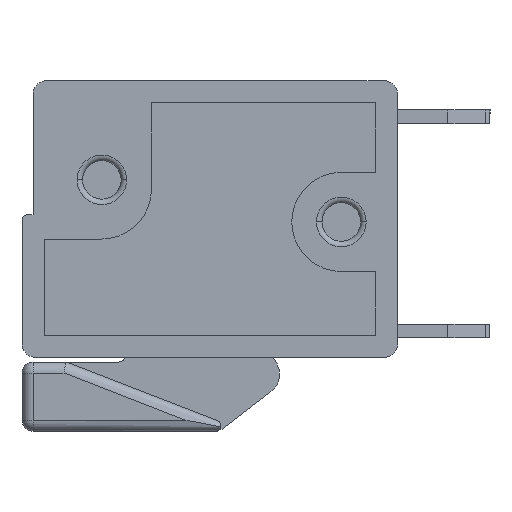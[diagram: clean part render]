
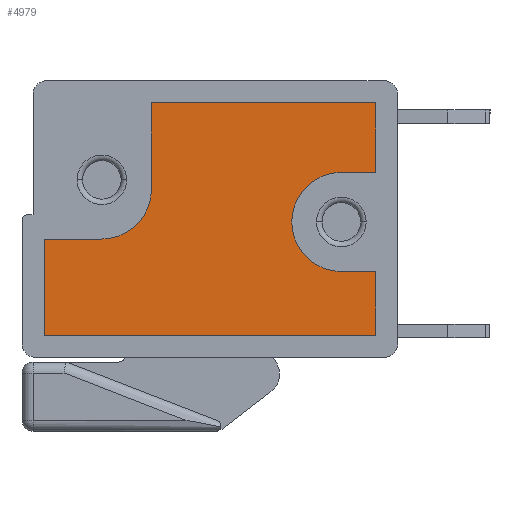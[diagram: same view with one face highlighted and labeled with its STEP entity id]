
A CAD part, left-side view. The second image highlights one B-rep face of the part: STEP entity #4979.
In plain terms, the highlighted face is planar.
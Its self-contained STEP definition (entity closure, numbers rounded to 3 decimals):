
#26 = CARTESIAN_POINT ( 'NONE',  ( 6.025, -4.225, -5.02 ) ) ;
#40 = VECTOR ( 'NONE', #2714, 1000. ) ;
#92 = DIRECTION ( 'NONE',  ( 0., 0., -1. ) ) ;
#100 = CARTESIAN_POINT ( 'NONE',  ( 6.025, -1.695, -5.02 ) ) ;
#155 = CARTESIAN_POINT ( 'NONE',  ( 6.025, 1.905, -5.02 ) ) ;
#165 = EDGE_CURVE ( 'NONE', #7748, #7095, #3096, .T. ) ;
#254 = EDGE_CURVE ( 'NONE', #7039, #6187, #5722, .T. ) ;
#276 = VERTEX_POINT ( 'NONE', #3239 ) ;
#298 = VECTOR ( 'NONE', #6078, 1000. ) ;
#328 = CARTESIAN_POINT ( 'NONE',  ( 4.775, -1.695, -5.02 ) ) ;
#434 = DIRECTION ( 'NONE',  ( 0., 0., 1. ) ) ;
#594 = ORIENTED_EDGE ( 'NONE', *, *, #1722, .T. ) ;
#613 = AXIS2_PLACEMENT_3D ( 'NONE', #5793, #92, #2645 ) ;
#710 = AXIS2_PLACEMENT_3D ( 'NONE', #4356, #6922, #1200 ) ;
#724 = FACE_OUTER_BOUND ( 'NONE', #5327, .T. ) ;
#929 = EDGE_CURVE ( 'NONE', #1795, #5063, #1006, .T. ) ;
#943 = CIRCLE ( 'NONE', #950, 1.8 ) ;
#950 = AXIS2_PLACEMENT_3D ( 'NONE', #6134, #434, #2983 ) ;
#983 = EDGE_CURVE ( 'NONE', #2384, #276, #5858, .T. ) ;
#1006 = LINE ( 'NONE', #3536, #298 ) ;
#1036 = CARTESIAN_POINT ( 'NONE',  ( 4.775, 0.105, -5.02 ) ) ;
#1099 = CARTESIAN_POINT ( 'NONE',  ( -6.025, 4.225, -5.02 ) ) ;
#1200 = DIRECTION ( 'NONE',  ( -1., 0., 0. ) ) ;
#1356 = CARTESIAN_POINT ( 'NONE',  ( -2.125, -4.225, -5.02 ) ) ;
#1722 = EDGE_CURVE ( 'NONE', #2534, #2384, #7676, .T. ) ;
#1795 = VERTEX_POINT ( 'NONE', #2685 ) ;
#1870 = DIRECTION ( 'NONE',  ( 0., 1., 0. ) ) ;
#1949 = CARTESIAN_POINT ( 'NONE',  ( 6.025, 4.225, -5.02 ) ) ;
#2050 = VECTOR ( 'NONE', #4470, 1000. ) ;
#2058 = VERTEX_POINT ( 'NONE', #4331 ) ;
#2076 = ORIENTED_EDGE ( 'NONE', *, *, #254, .T. ) ;
#2115 = CARTESIAN_POINT ( 'NONE',  ( 6.025, -4.225, -5.02 ) ) ;
#2261 = ORIENTED_EDGE ( 'NONE', *, *, #4193, .T. ) ;
#2384 = VERTEX_POINT ( 'NONE', #7348 ) ;
#2460 = VECTOR ( 'NONE', #3631, 1000. ) ;
#2496 = ORIENTED_EDGE ( 'NONE', *, *, #983, .T. ) ;
#2504 = ORIENTED_EDGE ( 'NONE', *, *, #7378, .T. ) ;
#2534 = VERTEX_POINT ( 'NONE', #4985 ) ;
#2581 = DIRECTION ( 'NONE',  ( -1., 0., 0. ) ) ;
#2645 = DIRECTION ( 'NONE',  ( -1., 0., 0. ) ) ;
#2652 = DIRECTION ( 'NONE',  ( 0., -1., 0. ) ) ;
#2685 = CARTESIAN_POINT ( 'NONE',  ( -3.925, 0.725, -5.02 ) ) ;
#2714 = DIRECTION ( 'NONE',  ( -1., 0., 0. ) ) ;
#2796 = CIRCLE ( 'NONE', #5981, 1.8 ) ;
#2879 = DIRECTION ( 'NONE',  ( 1., 0., 0. ) ) ;
#2927 = ORIENTED_EDGE ( 'NONE', *, *, #6010, .T. ) ;
#2983 = DIRECTION ( 'NONE',  ( -1., 0., 0. ) ) ;
#3096 = CIRCLE ( 'NONE', #710, 1.8 ) ;
#3222 = CARTESIAN_POINT ( 'NONE',  ( -2.125, -4.225, -5.02 ) ) ;
#3239 = CARTESIAN_POINT ( 'NONE',  ( 4.775, 1.905, -5.02 ) ) ;
#3257 = EDGE_CURVE ( 'NONE', #276, #7748, #2796, .T. ) ;
#3259 = PLANE ( 'NONE',  #613 ) ;
#3438 = CARTESIAN_POINT ( 'NONE',  ( -6.025, 0.725, -5.02 ) ) ;
#3460 = CARTESIAN_POINT ( 'NONE',  ( 4.775, -1.695, -5.02 ) ) ;
#3536 = CARTESIAN_POINT ( 'NONE',  ( -3.925, 0.725, -5.02 ) ) ;
#3568 = DIRECTION ( 'NONE',  ( 0., 0., 1. ) ) ;
#3613 = VECTOR ( 'NONE', #3883, 1000. ) ;
#3631 = DIRECTION ( 'NONE',  ( 1., 0., 0. ) ) ;
#3883 = DIRECTION ( 'NONE',  ( 0., 1., 0. ) ) ;
#4000 = EDGE_CURVE ( 'NONE', #4991, #1795, #943, .T. ) ;
#4089 = ORIENTED_EDGE ( 'NONE', *, *, #4000, .T. ) ;
#4193 = EDGE_CURVE ( 'NONE', #6187, #4991, #7072, .T. ) ;
#4331 = CARTESIAN_POINT ( 'NONE',  ( 6.025, -1.695, -5.02 ) ) ;
#4356 = CARTESIAN_POINT ( 'NONE',  ( 4.775, 0.105, -5.02 ) ) ;
#4460 = VECTOR ( 'NONE', #2879, 1000. ) ;
#4470 = DIRECTION ( 'NONE',  ( 0., -1., 0. ) ) ;
#4963 = CARTESIAN_POINT ( 'NONE',  ( -6.025, 4.225, -5.02 ) ) ;
#4979 = ADVANCED_FACE ( 'NONE', ( #724 ), #3259, .T. ) ;
#4985 = CARTESIAN_POINT ( 'NONE',  ( 6.025, 4.225, -5.02 ) ) ;
#4991 = VERTEX_POINT ( 'NONE', #5163 ) ;
#5012 = LINE ( 'NONE', #7594, #5712 ) ;
#5063 = VERTEX_POINT ( 'NONE', #3438 ) ;
#5111 = EDGE_CURVE ( 'NONE', #7095, #2058, #6035, .T. ) ;
#5163 = CARTESIAN_POINT ( 'NONE',  ( -2.125, -1.075, -5.02 ) ) ;
#5327 = EDGE_LOOP ( 'NONE', ( #4089, #6332, #6206, #2927, #594, #2496, #6852, #6920, #5498, #2504, #2076, #2261 ) ) ;
#5498 = ORIENTED_EDGE ( 'NONE', *, *, #5111, .T. ) ;
#5712 = VECTOR ( 'NONE', #1870, 1000. ) ;
#5722 = LINE ( 'NONE', #26, #8197 ) ;
#5793 = CARTESIAN_POINT ( 'NONE',  ( -3.925, -1.075, -5.02 ) ) ;
#5802 = LINE ( 'NONE', #100, #5971 ) ;
#5858 = LINE ( 'NONE', #155, #40 ) ;
#5971 = VECTOR ( 'NONE', #2652, 1000. ) ;
#5981 = AXIS2_PLACEMENT_3D ( 'NONE', #1036, #3568, #6108 ) ;
#6010 = EDGE_CURVE ( 'NONE', #6070, #2534, #6814, .T. ) ;
#6035 = LINE ( 'NONE', #328, #4460 ) ;
#6070 = VERTEX_POINT ( 'NONE', #4963 ) ;
#6078 = DIRECTION ( 'NONE',  ( -1., 0., 0. ) ) ;
#6108 = DIRECTION ( 'NONE',  ( -1., 0., 0. ) ) ;
#6134 = CARTESIAN_POINT ( 'NONE',  ( -3.925, -1.075, -5.02 ) ) ;
#6187 = VERTEX_POINT ( 'NONE', #3222 ) ;
#6206 = ORIENTED_EDGE ( 'NONE', *, *, #7264, .T. ) ;
#6332 = ORIENTED_EDGE ( 'NONE', *, *, #929, .T. ) ;
#6358 = CARTESIAN_POINT ( 'NONE',  ( 2.975, 0.105, -5.02 ) ) ;
#6814 = LINE ( 'NONE', #1099, #2460 ) ;
#6852 = ORIENTED_EDGE ( 'NONE', *, *, #3257, .T. ) ;
#6920 = ORIENTED_EDGE ( 'NONE', *, *, #165, .T. ) ;
#6922 = DIRECTION ( 'NONE',  ( 0., 0., 1. ) ) ;
#7039 = VERTEX_POINT ( 'NONE', #2115 ) ;
#7072 = LINE ( 'NONE', #1356, #3613 ) ;
#7095 = VERTEX_POINT ( 'NONE', #3460 ) ;
#7264 = EDGE_CURVE ( 'NONE', #5063, #6070, #5012, .T. ) ;
#7348 = CARTESIAN_POINT ( 'NONE',  ( 6.025, 1.905, -5.02 ) ) ;
#7378 = EDGE_CURVE ( 'NONE', #2058, #7039, #5802, .T. ) ;
#7594 = CARTESIAN_POINT ( 'NONE',  ( -6.025, 0.725, -5.02 ) ) ;
#7676 = LINE ( 'NONE', #1949, #2050 ) ;
#7748 = VERTEX_POINT ( 'NONE', #6358 ) ;
#8197 = VECTOR ( 'NONE', #2581, 1000. ) ;
